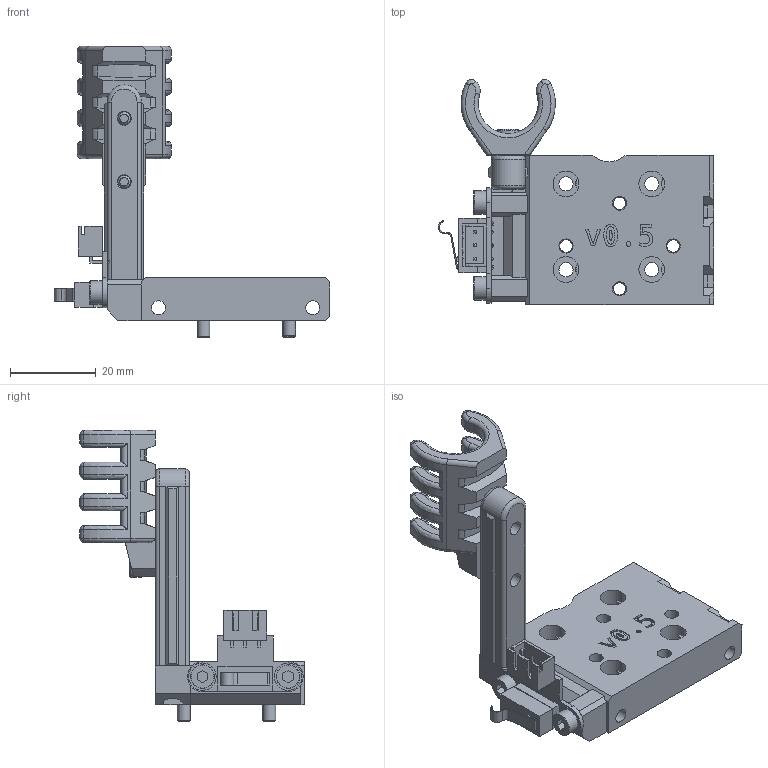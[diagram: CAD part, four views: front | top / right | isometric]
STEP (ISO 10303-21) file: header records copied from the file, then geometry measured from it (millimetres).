
FILE_DESCRIPTION(/* description */ (''),/* implementation_level */ '2;1');
FILE_NAME(/* name */ 'top_left_handed.step',/* time_stamp */ '2023-09-20T10:57:45-05:00',/* author */ (''),/* organization */ (''),/* preprocessor_version */ 'ST-DEVELOPER v20',/* originating_system */ 'Autodesk Translation Framework v12.9.0.99',/* authorisation */ '');
FILE_SCHEMA (('AUTOMOTIVE_DESIGN { 1 0 10303 214 3 1 1 }'));
Length unit declared in the file: millimetre
Products named in the file (16): Left-Handed Top with Endstop; top_endstop_left_pcb; top_endstop_left; Top Fasteners; Top Inserts; Limit Switch Assembly; Horizontal Limit Switch; Cable Guide; Cable Guide_1; cable_guide; Cable Anchor; PN596; Screw, M3 x 8mm, SHCS; Screw, M3 x 8mm, SHCS_1; 91292A112_18-8 Stainless Steel Socket Head Screw; PN501
Assembly tree (30 placements, depth 5):
  Left-Handed Top with Endstop
    top_endstop_left_pcb
    top_endstop_left
    Top Fasteners
      PN501  x4
    Top Inserts
      PN596  x4
    Limit Switch Assembly
      PN596  x2
      PN501  x2
      Horizontal Limit Switch
    Cable Guide
      Cable Guide_1
        cable_guide
        Cable Anchor
        PN596  x3
        Screw, M3 x 8mm, SHCS
          91292A112_18-8 Stainless Steel Socket Head Screw
        Screw, M3 x 8mm, SHCS_1
          91292A112_18-8 Stainless Steel Socket Head Screw
      PN501
Bounding box: 64.35 x 52.43 x 68 mm (x, y, z)
Volume: 38485.4 mm3; surface area: 23397.8 mm2
Topology: 23 solids, 23 shells, 2054 faces, 5506 edges, 3597 vertices
Faces by surface type: bspline 882, plane 631, cylinder 426, torus 63, cone 52
Full cylindrical faces by diameter (mm): 2.9 x9, 3 x13, 3.2 x2, 3.3 x26, 4.2 x9, 4.25 x9, 4.6 x9, 4.7 x15, 5.5 x9, 5.6 x1, 6 x9, 6.4 x4
Entity records: 35808 total; most frequent: CARTESIAN_POINT 11144, ORIENTED_EDGE 5344, DIRECTION 4428, EDGE_CURVE 2672, VERTEX_POINT 1717, AXIS2_PLACEMENT_3D 1479, LINE 1470, VECTOR 1470
